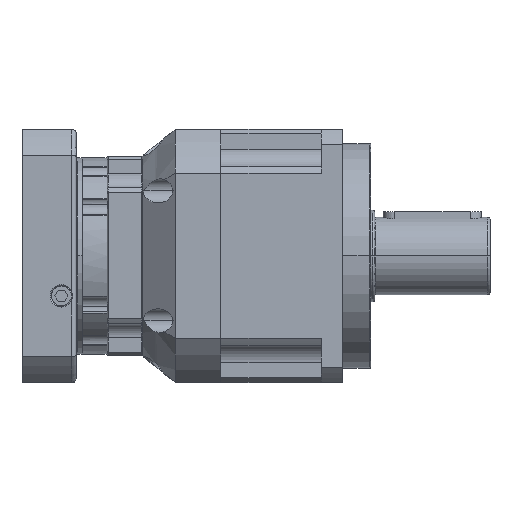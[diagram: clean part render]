
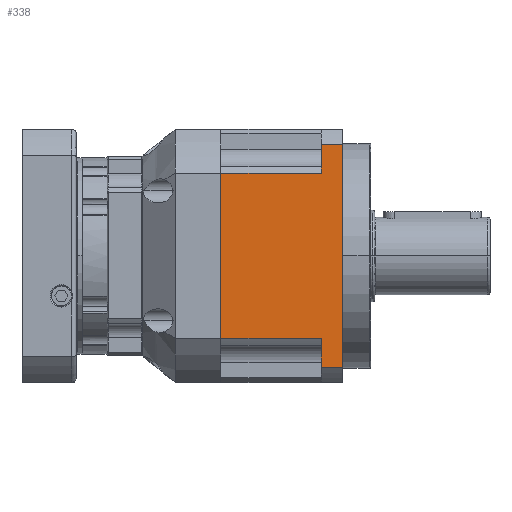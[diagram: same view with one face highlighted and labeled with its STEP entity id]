
A CAD part, top view. The second image highlights one B-rep face of the part: STEP entity #338.
In plain terms, the highlighted planar face has unit normal (0, 0, 1).
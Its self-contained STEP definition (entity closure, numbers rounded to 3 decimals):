
#23 = VERTEX_POINT ( 'NONE', #20990 ) ;
#246 = ORIENTED_EDGE ( 'NONE', *, *, #8759, .F. ) ;
#338 = ADVANCED_FACE ( 'NONE', ( #23843 ), #13758, .T. ) ;
#1148 = VERTEX_POINT ( 'NONE', #16556 ) ;
#2197 = EDGE_CURVE ( 'NONE', #3156, #21082, #20650, .T. ) ;
#2374 = CARTESIAN_POINT ( 'NONE',  ( -96., 58.79, 90. ) ) ;
#2608 = CARTESIAN_POINT ( 'NONE',  ( -9.5, -79.373, 90. ) ) ;
#3156 = VERTEX_POINT ( 'NONE', #9198 ) ;
#3402 = LINE ( 'NONE', #9905, #22835 ) ;
#3575 = AXIS2_PLACEMENT_3D ( 'NONE', #16067, #5837, #17851 ) ;
#3829 = VECTOR ( 'NONE', #22247, 1000. ) ;
#4463 = VECTOR ( 'NONE', #24737, 1000. ) ;
#4556 = ORIENTED_EDGE ( 'NONE', *, *, #2197, .F. ) ;
#4598 = DIRECTION ( 'NONE',  ( -1., 0., 0. ) ) ;
#4612 = CARTESIAN_POINT ( 'NONE',  ( -96., 79.373, 90. ) ) ;
#5709 = VERTEX_POINT ( 'NONE', #15276 ) ;
#5837 = DIRECTION ( 'NONE',  ( 0., 0., 1. ) ) ;
#6300 = CARTESIAN_POINT ( 'NONE',  ( -96., -79.373, 90. ) ) ;
#6973 = ORIENTED_EDGE ( 'NONE', *, *, #13102, .F. ) ;
#7459 = VECTOR ( 'NONE', #4598, 1000. ) ;
#7467 = VERTEX_POINT ( 'NONE', #2608 ) ;
#7562 = VERTEX_POINT ( 'NONE', #15083 ) ;
#8099 = CARTESIAN_POINT ( 'NONE',  ( -24.5, 0., 90. ) ) ;
#8459 = CARTESIAN_POINT ( 'NONE',  ( -96., 58.79, 90. ) ) ;
#8759 = EDGE_CURVE ( 'NONE', #1148, #5709, #18317, .T. ) ;
#9198 = CARTESIAN_POINT ( 'NONE',  ( -24.5, -58.79, 90. ) ) ;
#9868 = LINE ( 'NONE', #8099, #3829 ) ;
#9905 = CARTESIAN_POINT ( 'NONE',  ( -9.5, 0., 90. ) ) ;
#11080 = DIRECTION ( 'NONE',  ( 0., 1., 0. ) ) ;
#11461 = EDGE_CURVE ( 'NONE', #21082, #21235, #15700, .T. ) ;
#11584 = LINE ( 'NONE', #6300, #7459 ) ;
#12786 = ORIENTED_EDGE ( 'NONE', *, *, #18640, .T. ) ;
#13088 = ORIENTED_EDGE ( 'NONE', *, *, #13178, .F. ) ;
#13102 = EDGE_CURVE ( 'NONE', #7562, #3156, #9868, .T. ) ;
#13178 = EDGE_CURVE ( 'NONE', #21235, #23, #21361, .T. ) ;
#13758 = PLANE ( 'NONE',  #3575 ) ;
#14182 = CARTESIAN_POINT ( 'NONE',  ( -96., -58.79, 90. ) ) ;
#14565 = EDGE_LOOP ( 'NONE', ( #16398, #4556, #6973, #17019, #12786, #246, #22434, #13088 ) ) ;
#14585 = DIRECTION ( 'NONE',  ( 1., 0., 0. ) ) ;
#15083 = CARTESIAN_POINT ( 'NONE',  ( -24.5, -79.373, 90. ) ) ;
#15237 = VECTOR ( 'NONE', #24863, 1000. ) ;
#15276 = CARTESIAN_POINT ( 'NONE',  ( -9.5, 79.373, 90. ) ) ;
#15700 = LINE ( 'NONE', #16969, #19854 ) ;
#16067 = CARTESIAN_POINT ( 'NONE',  ( 10.5, 90., 90. ) ) ;
#16398 = ORIENTED_EDGE ( 'NONE', *, *, #11461, .F. ) ;
#16556 = CARTESIAN_POINT ( 'NONE',  ( -24.5, 79.373, 90. ) ) ;
#16969 = CARTESIAN_POINT ( 'NONE',  ( -96., 0., 90. ) ) ;
#17019 = ORIENTED_EDGE ( 'NONE', *, *, #21837, .F. ) ;
#17851 = DIRECTION ( 'NONE',  ( 0., -1., 0. ) ) ;
#18317 = LINE ( 'NONE', #4612, #24370 ) ;
#18640 = EDGE_CURVE ( 'NONE', #7467, #5709, #3402, .T. ) ;
#18832 = CARTESIAN_POINT ( 'NONE',  ( -96., -58.79, 90. ) ) ;
#19854 = VECTOR ( 'NONE', #11080, 1000. ) ;
#19924 = DIRECTION ( 'NONE',  ( 0., 1., 0. ) ) ;
#20650 = LINE ( 'NONE', #18832, #15237 ) ;
#20990 = CARTESIAN_POINT ( 'NONE',  ( -24.5, 58.79, 90. ) ) ;
#21008 = LINE ( 'NONE', #21767, #25125 ) ;
#21082 = VERTEX_POINT ( 'NONE', #14182 ) ;
#21235 = VERTEX_POINT ( 'NONE', #8459 ) ;
#21361 = LINE ( 'NONE', #2374, #4463 ) ;
#21767 = CARTESIAN_POINT ( 'NONE',  ( -24.5, 0., 90. ) ) ;
#21837 = EDGE_CURVE ( 'NONE', #7467, #7562, #11584, .T. ) ;
#22247 = DIRECTION ( 'NONE',  ( 0., 1., 0. ) ) ;
#22434 = ORIENTED_EDGE ( 'NONE', *, *, #26297, .F. ) ;
#22835 = VECTOR ( 'NONE', #19924, 1000. ) ;
#23843 = FACE_OUTER_BOUND ( 'NONE', #14565, .T. ) ;
#24370 = VECTOR ( 'NONE', #14585, 1000. ) ;
#24737 = DIRECTION ( 'NONE',  ( 1., 0., 0. ) ) ;
#24863 = DIRECTION ( 'NONE',  ( -1., 0., 0. ) ) ;
#25125 = VECTOR ( 'NONE', #25670, 1000. ) ;
#25670 = DIRECTION ( 'NONE',  ( 0., 1., 0. ) ) ;
#26297 = EDGE_CURVE ( 'NONE', #23, #1148, #21008, .T. ) ;
